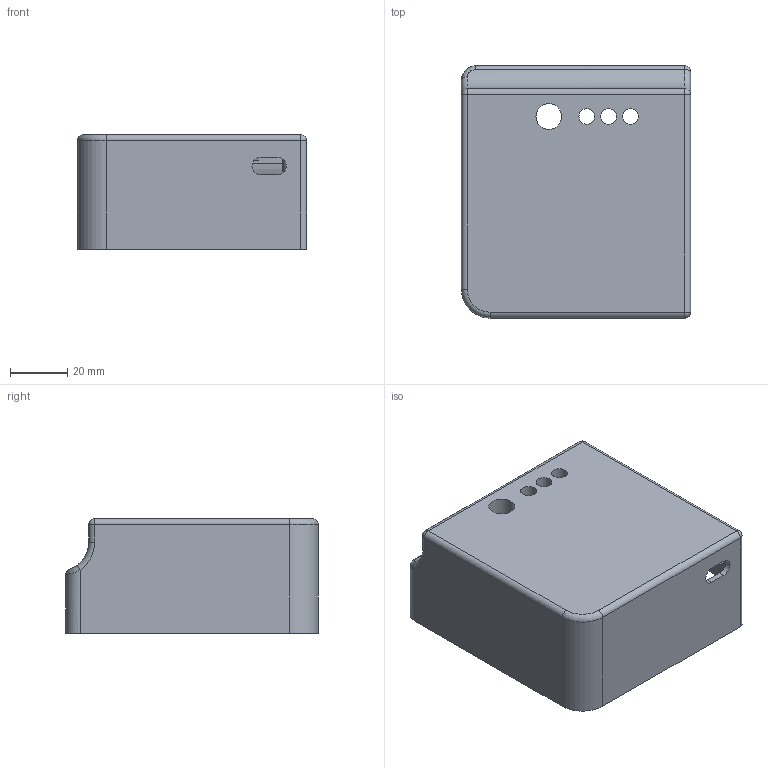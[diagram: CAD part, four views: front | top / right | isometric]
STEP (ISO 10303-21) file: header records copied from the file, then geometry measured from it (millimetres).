
FILE_DESCRIPTION(/* description */ (''),/* implementation_level */ '2;1');
FILE_NAME(/* name */ 'housing_main.step',/* time_stamp */ '2021-04-08T20:18:54+02:00',/* author */ (''),/* organization */ (''),/* preprocessor_version */ 'ST-DEVELOPER v18.1',/* originating_system */ 'Autodesk Translation Framework v9.10.0.1330',/* authorisation */ '');
FILE_SCHEMA (('AUTOMOTIVE_DESIGN { 1 0 10303 214 3 1 1 }'));
Length unit declared in the file: millimetre
Products named in the file (1): Fusion-Komponente
Bounding box: 80 x 88.05 x 40 mm (x, y, z)
Volume: 43709.6 mm3; surface area: 40676.2 mm2
Topology: 1 solids, 1 shells, 152 faces, 363 edges, 225 vertices
Faces by surface type: plane 70, cylinder 61, torus 14, sphere 6, bspline 1
Full cylindrical faces by diameter (mm): 3 x7, 5.2 x3, 5.5 x3, 6 x2, 9 x1
Entity records: 4626 total; most frequent: CARTESIAN_POINT 953, DIRECTION 789, ORIENTED_EDGE 726, EDGE_CURVE 363, AXIS2_PLACEMENT_3D 291, VERTEX_POINT 225, LINE 207, VECTOR 207
